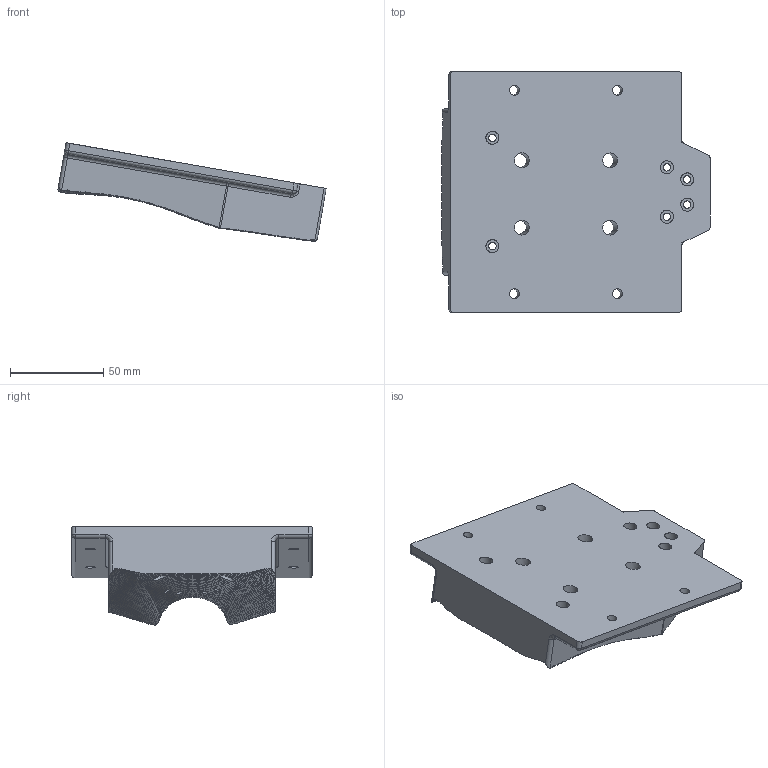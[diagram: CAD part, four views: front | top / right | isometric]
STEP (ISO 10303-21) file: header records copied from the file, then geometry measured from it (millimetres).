
FILE_DESCRIPTION(/* description */ (''),/* implementation_level */ '2;1');
FILE_NAME(/* name */ '002-go2-platform.step',/* time_stamp */ '2025-08-22T15:17:38+02:00',/* author */ (''),/* organization */ (''),/* preprocessor_version */ 'ST-DEVELOPER v20.1',/* originating_system */ 'Autodesk Translation Framework v14.10.0.0',/* authorisation */ '');
FILE_SCHEMA (('AUTOMOTIVE_DESIGN { 1 0 10303 214 3 1 1 }'));
Products named in the file (1): 2025-08-21-14-36-47-939
Bounding box: 143.71 x 129 x 52.84 mm (x, y, z)
Volume: 222080.3 mm3; surface area: 49424.1 mm2
Topology: 1 solids, 1 shells, 5400 faces, 8677 edges, 3275 vertices
Faces by surface type: plane 5348, cylinder 38, bspline 6, torus 4, sphere 4
Full cylindrical faces by diameter (mm): 4 x2, 5.3 x4, 7 x6, 8 x4
Entity records: 111082 total; most frequent: DIRECTION 19870, CARTESIAN_POINT 17469, ORIENTED_EDGE 17354, EDGE_CURVE 8677, LINE 8274, VECTOR 8274, AXIS2_PLACEMENT_3D 5798, EDGE_LOOP 5424
